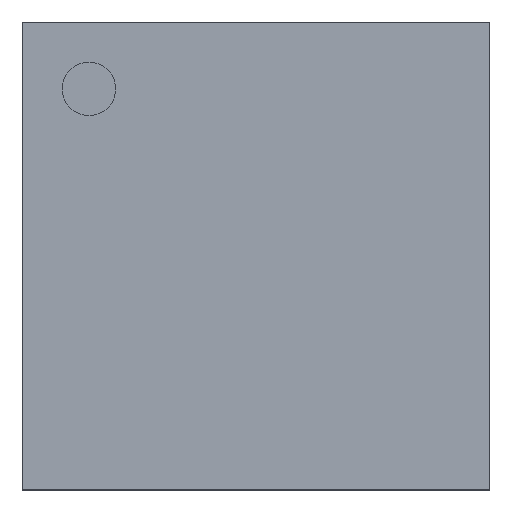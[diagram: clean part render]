
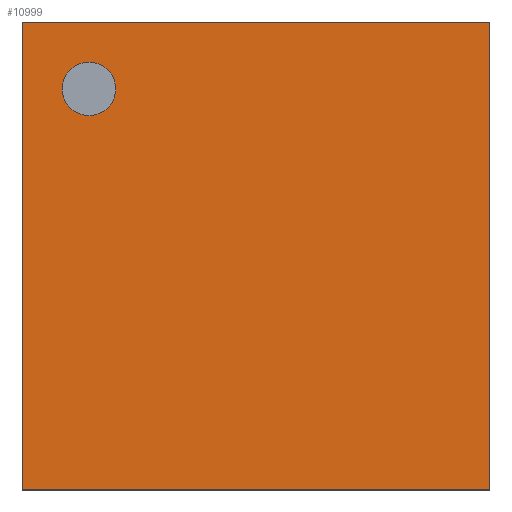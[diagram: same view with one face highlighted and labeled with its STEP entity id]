
A CAD part, top view. The second image highlights one B-rep face of the part: STEP entity #10999.
In plain terms, the highlighted planar face has unit normal (0, 0, 1).
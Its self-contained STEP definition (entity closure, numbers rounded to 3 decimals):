
#72 = PLANE('',#73);
#73 = AXIS2_PLACEMENT_3D('',#74,#75,#76);
#74 = CARTESIAN_POINT('',(-3.5,3.5,0.4));
#75 = DIRECTION('',(0.,1.,0.));
#76 = DIRECTION('',(1.,0.,0.));
#185 = PLANE('',#186);
#186 = AXIS2_PLACEMENT_3D('',#187,#188,#189);
#187 = CARTESIAN_POINT('',(-3.5,-3.5,0.4));
#188 = DIRECTION('',(-1.,0.,0.));
#189 = DIRECTION('',(0.,1.,0.));
#239 = PLANE('',#240);
#240 = AXIS2_PLACEMENT_3D('',#241,#242,#243);
#241 = CARTESIAN_POINT('',(3.5,3.5,0.4));
#242 = DIRECTION('',(1.,0.,0.));
#243 = DIRECTION('',(0.,-1.,0.));
#4116 = VERTEX_POINT('',#4117);
#4117 = CARTESIAN_POINT('',(-3.5,3.5,2.));
#4138 = EDGE_CURVE('',#4116,#4139,#4141,.T.);
#4139 = VERTEX_POINT('',#4140);
#4140 = CARTESIAN_POINT('',(3.5,3.5,2.));
#4141 = SURFACE_CURVE('',#4142,(#4146,#4153),.PCURVE_S1.);
#4142 = LINE('',#4143,#4144);
#4143 = CARTESIAN_POINT('',(-3.5,3.5,2.));
#4144 = VECTOR('',#4145,1.);
#4145 = DIRECTION('',(1.,0.,0.));
#4146 = PCURVE('',#72,#4147);
#4147 = DEFINITIONAL_REPRESENTATION('',(#4148),#4152);
#4148 = LINE('',#4149,#4150);
#4149 = CARTESIAN_POINT('',(0.,-1.6));
#4150 = VECTOR('',#4151,1.);
#4151 = DIRECTION('',(1.,0.));
#4152 = ( GEOMETRIC_REPRESENTATION_CONTEXT(2) 
PARAMETRIC_REPRESENTATION_CONTEXT() REPRESENTATION_CONTEXT('2D SPACE',''
  ) );
#4153 = PCURVE('',#4154,#4159);
#4154 = PLANE('',#4155);
#4155 = AXIS2_PLACEMENT_3D('',#4156,#4157,#4158);
#4156 = CARTESIAN_POINT('',(0.,0.,2.));
#4157 = DIRECTION('',(-0.,-0.,-1.));
#4158 = DIRECTION('',(-1.,0.,0.));
#4159 = DEFINITIONAL_REPRESENTATION('',(#4160),#4164);
#4160 = LINE('',#4161,#4162);
#4161 = CARTESIAN_POINT('',(3.5,3.5));
#4162 = VECTOR('',#4163,1.);
#4163 = DIRECTION('',(-1.,0.));
#4164 = ( GEOMETRIC_REPRESENTATION_CONTEXT(2) 
PARAMETRIC_REPRESENTATION_CONTEXT() REPRESENTATION_CONTEXT('2D SPACE',''
  ) );
#4206 = PLANE('',#4207);
#4207 = AXIS2_PLACEMENT_3D('',#4208,#4209,#4210);
#4208 = CARTESIAN_POINT('',(3.5,-3.5,0.4));
#4209 = DIRECTION('',(0.,-1.,0.));
#4210 = DIRECTION('',(-1.,0.,0.));
#4224 = VERTEX_POINT('',#4225);
#4225 = CARTESIAN_POINT('',(-3.5,-3.5,2.));
#4246 = EDGE_CURVE('',#4224,#4116,#4247,.T.);
#4247 = SURFACE_CURVE('',#4248,(#4252,#4259),.PCURVE_S1.);
#4248 = LINE('',#4249,#4250);
#4249 = CARTESIAN_POINT('',(-3.5,-3.5,2.));
#4250 = VECTOR('',#4251,1.);
#4251 = DIRECTION('',(0.,1.,0.));
#4252 = PCURVE('',#185,#4253);
#4253 = DEFINITIONAL_REPRESENTATION('',(#4254),#4258);
#4254 = LINE('',#4255,#4256);
#4255 = CARTESIAN_POINT('',(0.,-1.6));
#4256 = VECTOR('',#4257,1.);
#4257 = DIRECTION('',(1.,0.));
#4258 = ( GEOMETRIC_REPRESENTATION_CONTEXT(2) 
PARAMETRIC_REPRESENTATION_CONTEXT() REPRESENTATION_CONTEXT('2D SPACE',''
  ) );
#4259 = PCURVE('',#4154,#4260);
#4260 = DEFINITIONAL_REPRESENTATION('',(#4261),#4265);
#4261 = LINE('',#4262,#4263);
#4262 = CARTESIAN_POINT('',(3.5,-3.5));
#4263 = VECTOR('',#4264,1.);
#4264 = DIRECTION('',(0.,1.));
#4265 = ( GEOMETRIC_REPRESENTATION_CONTEXT(2) 
PARAMETRIC_REPRESENTATION_CONTEXT() REPRESENTATION_CONTEXT('2D SPACE',''
  ) );
#4273 = EDGE_CURVE('',#4139,#4274,#4276,.T.);
#4274 = VERTEX_POINT('',#4275);
#4275 = CARTESIAN_POINT('',(3.5,-3.5,2.));
#4276 = SURFACE_CURVE('',#4277,(#4281,#4288),.PCURVE_S1.);
#4277 = LINE('',#4278,#4279);
#4278 = CARTESIAN_POINT('',(3.5,3.5,2.));
#4279 = VECTOR('',#4280,1.);
#4280 = DIRECTION('',(0.,-1.,0.));
#4281 = PCURVE('',#239,#4282);
#4282 = DEFINITIONAL_REPRESENTATION('',(#4283),#4287);
#4283 = LINE('',#4284,#4285);
#4284 = CARTESIAN_POINT('',(0.,-1.6));
#4285 = VECTOR('',#4286,1.);
#4286 = DIRECTION('',(1.,0.));
#4287 = ( GEOMETRIC_REPRESENTATION_CONTEXT(2) 
PARAMETRIC_REPRESENTATION_CONTEXT() REPRESENTATION_CONTEXT('2D SPACE',''
  ) );
#4288 = PCURVE('',#4154,#4289);
#4289 = DEFINITIONAL_REPRESENTATION('',(#4290),#4294);
#4290 = LINE('',#4291,#4292);
#4291 = CARTESIAN_POINT('',(-3.5,3.5));
#4292 = VECTOR('',#4293,1.);
#4293 = DIRECTION('',(0.,-1.));
#4294 = ( GEOMETRIC_REPRESENTATION_CONTEXT(2) 
PARAMETRIC_REPRESENTATION_CONTEXT() REPRESENTATION_CONTEXT('2D SPACE',''
  ) );
#10999 = ADVANCED_FACE('',(#11000,#11026),#4154,.F.);
#11000 = FACE_BOUND('',#11001,.F.);
#11001 = EDGE_LOOP('',(#11002,#11003,#11004,#11025));
#11002 = ORIENTED_EDGE('',*,*,#4138,.T.);
#11003 = ORIENTED_EDGE('',*,*,#4273,.T.);
#11004 = ORIENTED_EDGE('',*,*,#11005,.T.);
#11005 = EDGE_CURVE('',#4274,#4224,#11006,.T.);
#11006 = SURFACE_CURVE('',#11007,(#11011,#11018),.PCURVE_S1.);
#11007 = LINE('',#11008,#11009);
#11008 = CARTESIAN_POINT('',(3.5,-3.5,2.));
#11009 = VECTOR('',#11010,1.);
#11010 = DIRECTION('',(-1.,0.,0.));
#11011 = PCURVE('',#4154,#11012);
#11012 = DEFINITIONAL_REPRESENTATION('',(#11013),#11017);
#11013 = LINE('',#11014,#11015);
#11014 = CARTESIAN_POINT('',(-3.5,-3.5));
#11015 = VECTOR('',#11016,1.);
#11016 = DIRECTION('',(1.,0.));
#11017 = ( GEOMETRIC_REPRESENTATION_CONTEXT(2) 
PARAMETRIC_REPRESENTATION_CONTEXT() REPRESENTATION_CONTEXT('2D SPACE',''
  ) );
#11018 = PCURVE('',#4206,#11019);
#11019 = DEFINITIONAL_REPRESENTATION('',(#11020),#11024);
#11020 = LINE('',#11021,#11022);
#11021 = CARTESIAN_POINT('',(0.,-1.6));
#11022 = VECTOR('',#11023,1.);
#11023 = DIRECTION('',(1.,0.));
#11024 = ( GEOMETRIC_REPRESENTATION_CONTEXT(2) 
PARAMETRIC_REPRESENTATION_CONTEXT() REPRESENTATION_CONTEXT('2D SPACE',''
  ) );
#11025 = ORIENTED_EDGE('',*,*,#4246,.T.);
#11026 = FACE_BOUND('',#11027,.F.);
#11027 = EDGE_LOOP('',(#11028));
#11028 = ORIENTED_EDGE('',*,*,#11029,.T.);
#11029 = EDGE_CURVE('',#11030,#11030,#11032,.T.);
#11030 = VERTEX_POINT('',#11031);
#11031 = CARTESIAN_POINT('',(-2.1,2.5,2.));
#11032 = SURFACE_CURVE('',#11033,(#11038,#11049),.PCURVE_S1.);
#11033 = CIRCLE('',#11034,0.4);
#11034 = AXIS2_PLACEMENT_3D('',#11035,#11036,#11037);
#11035 = CARTESIAN_POINT('',(-2.5,2.5,2.));
#11036 = DIRECTION('',(0.,0.,1.));
#11037 = DIRECTION('',(1.,0.,0.));
#11038 = PCURVE('',#4154,#11039);
#11039 = DEFINITIONAL_REPRESENTATION('',(#11040),#11048);
#11040 = ( BOUNDED_CURVE() B_SPLINE_CURVE(2,(#11041,#11042,#11043,#11044
    ,#11045,#11046,#11047),.UNSPECIFIED.,.T.,.F.) 
B_SPLINE_CURVE_WITH_KNOTS((1,2,2,2,2,1),(-2.094,0.,
    2.094,4.189,6.283,8.378),
.UNSPECIFIED.) CURVE() GEOMETRIC_REPRESENTATION_ITEM() 
RATIONAL_B_SPLINE_CURVE((1.,0.5,1.,0.5,1.,0.5,1.)) REPRESENTATION_ITEM(
  '') );
#11041 = CARTESIAN_POINT('',(2.1,2.5));
#11042 = CARTESIAN_POINT('',(2.1,3.193));
#11043 = CARTESIAN_POINT('',(2.7,2.846));
#11044 = CARTESIAN_POINT('',(3.3,2.5));
#11045 = CARTESIAN_POINT('',(2.7,2.154));
#11046 = CARTESIAN_POINT('',(2.1,1.807));
#11047 = CARTESIAN_POINT('',(2.1,2.5));
#11048 = ( GEOMETRIC_REPRESENTATION_CONTEXT(2) 
PARAMETRIC_REPRESENTATION_CONTEXT() REPRESENTATION_CONTEXT('2D SPACE',''
  ) );
#11049 = PCURVE('',#11050,#11055);
#11050 = CYLINDRICAL_SURFACE('',#11051,0.4);
#11051 = AXIS2_PLACEMENT_3D('',#11052,#11053,#11054);
#11052 = CARTESIAN_POINT('',(-2.5,2.5,2.));
#11053 = DIRECTION('',(-0.,-0.,-1.));
#11054 = DIRECTION('',(1.,0.,0.));
#11055 = DEFINITIONAL_REPRESENTATION('',(#11056),#11060);
#11056 = LINE('',#11057,#11058);
#11057 = CARTESIAN_POINT('',(-0.,0.));
#11058 = VECTOR('',#11059,1.);
#11059 = DIRECTION('',(-1.,0.));
#11060 = ( GEOMETRIC_REPRESENTATION_CONTEXT(2) 
PARAMETRIC_REPRESENTATION_CONTEXT() REPRESENTATION_CONTEXT('2D SPACE',''
  ) );
